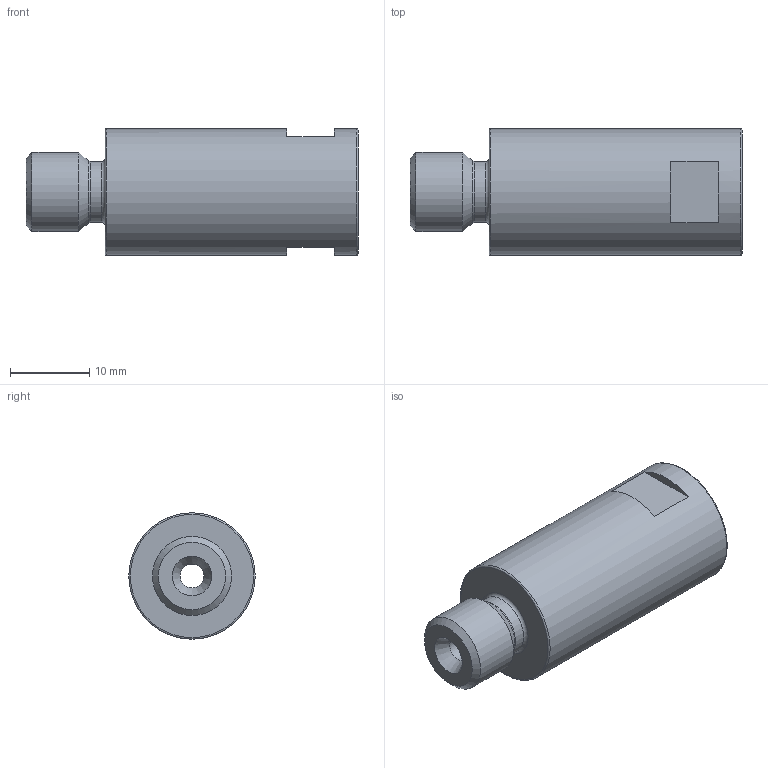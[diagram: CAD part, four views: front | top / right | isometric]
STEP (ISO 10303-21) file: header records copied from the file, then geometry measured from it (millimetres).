
FILE_DESCRIPTION (( 'STEP AP214' ), '1' );
FILE_NAME ('HS0.U16.K01.032.STEP', '2019-11-26T08:07:42', ( '' ), ( '' ), 'SwSTEP 2.0', 'SolidWorks 2017', '' );
FILE_SCHEMA (( 'AUTOMOTIVE_DESIGN' ));
Length unit declared in the file: millimetre
Products named in the file (1): HS0.U16.K01.032
Bounding box: 42 x 16 x 16 mm (x, y, z)
Volume: 5900.3 mm3; surface area: 2969 mm2
Topology: 1 solids, 1 shells, 23 faces, 46 edges, 27 vertices
Faces by surface type: plane 9, cone 5, cylinder 5, torus 4
Full cylindrical faces by diameter (mm): 3 x1, 7.7 x1, 8.5 x1, 10 x1, 16 x1
Entity records: 560 total; most frequent: DIRECTION 98, CARTESIAN_POINT 78, ORIENTED_EDGE 58, AXIS2_PLACEMENT_3D 45, EDGE_LOOP 42, FACE_OUTER_BOUND 32, EDGE_CURVE 29, VERTEX_POINT 25
